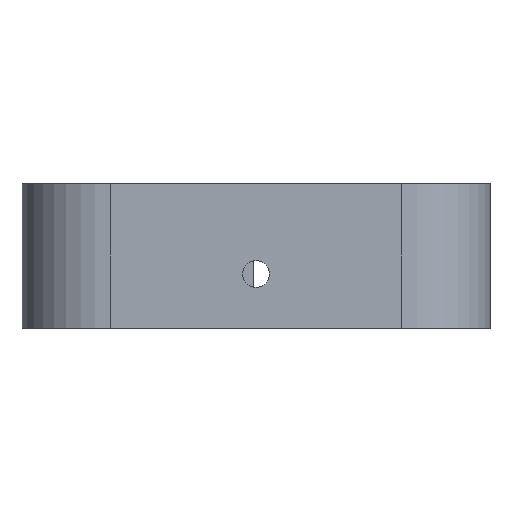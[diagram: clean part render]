
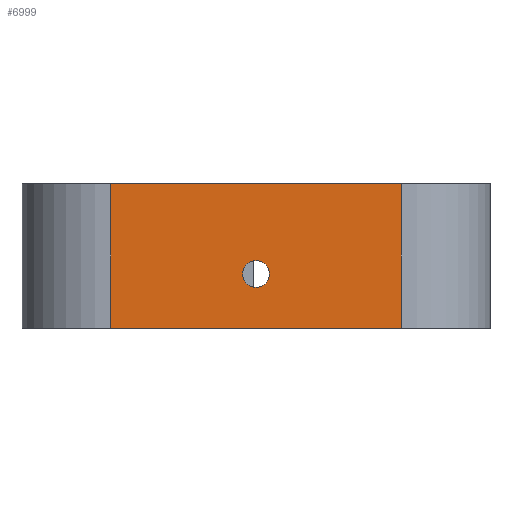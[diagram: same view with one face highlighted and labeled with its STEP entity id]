
A CAD part, left-side view. The second image highlights one B-rep face of the part: STEP entity #6999.
In plain terms, the highlighted planar face has unit normal (-1, 0, 0).
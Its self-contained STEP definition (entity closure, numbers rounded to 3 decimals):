
#428=FACE_BOUND('',#1515,.T.);
#515=PLANE('',#7794);
#838=FACE_OUTER_BOUND('',#1514,.T.);
#1514=EDGE_LOOP('',(#6456,#6457,#6458,#6459));
#1515=EDGE_LOOP('',(#6460));
#1518=LINE('',#9851,#2009);
#1995=LINE('',#11837,#2486);
#1999=LINE('',#11852,#2490);
#2006=LINE('',#11865,#2497);
#2009=VECTOR('',#7807,10.);
#2486=VECTOR('',#9802,10.);
#2490=VECTOR('',#9816,10.);
#2497=VECTOR('',#9835,10.);
#2912=CIRCLE('',#7721,3.75);
#2934=VERTEX_POINT('',#9849);
#2935=VERTEX_POINT('',#9850);
#3521=VERTEX_POINT('',#11653);
#3564=VERTEX_POINT('',#11835);
#3565=VERTEX_POINT('',#11836);
#3576=EDGE_CURVE('',#2934,#2935,#1518,.F.);
#4428=EDGE_CURVE('',#3521,#3521,#2912,.T.);
#4519=EDGE_CURVE('',#3564,#3565,#1995,.T.);
#4527=EDGE_CURVE('',#2934,#3565,#1999,.T.);
#4534=EDGE_CURVE('',#3564,#2935,#2006,.T.);
#6456=ORIENTED_EDGE('',*,*,#4534,.T.);
#6457=ORIENTED_EDGE('',*,*,#3576,.F.);
#6458=ORIENTED_EDGE('',*,*,#4527,.T.);
#6459=ORIENTED_EDGE('',*,*,#4519,.F.);
#6460=ORIENTED_EDGE('',*,*,#4428,.T.);
#6999=ADVANCED_FACE('',(#838,#428),#515,.T.);
#7721=AXIS2_PLACEMENT_3D('',#11654,#9601,#9602);
#7794=AXIS2_PLACEMENT_3D('',#11866,#9836,#9837);
#7807=DIRECTION('',(0.,-1.,0.));
#9601=DIRECTION('center_axis',(1.,0.,0.));
#9602=DIRECTION('ref_axis',(0.,0.,-1.));
#9802=DIRECTION('',(0.,-1.,0.));
#9816=DIRECTION('',(0.,0.,1.));
#9835=DIRECTION('',(0.,0.,-1.));
#9836=DIRECTION('center_axis',(-1.,0.,0.));
#9837=DIRECTION('ref_axis',(0.,1.,0.));
#9849=CARTESIAN_POINT('',(-50.588,-15.3,-22.2));
#9850=CARTESIAN_POINT('',(-50.588,65.3,-22.2));
#9851=CARTESIAN_POINT('',(-50.588,4.85,-22.2));
#11653=CARTESIAN_POINT('',(-50.588,25.,-3.35));
#11654=CARTESIAN_POINT('Origin',(-50.588,25.,-7.1));
#11835=CARTESIAN_POINT('',(-50.588,65.3,18.));
#11836=CARTESIAN_POINT('',(-50.588,-15.3,18.));
#11837=CARTESIAN_POINT('',(-50.588,-15.3,18.));
#11852=CARTESIAN_POINT('',(-50.588,-15.3,0.));
#11865=CARTESIAN_POINT('',(-50.588,65.3,0.));
#11866=CARTESIAN_POINT('Origin',(-50.588,-15.3,0.));
